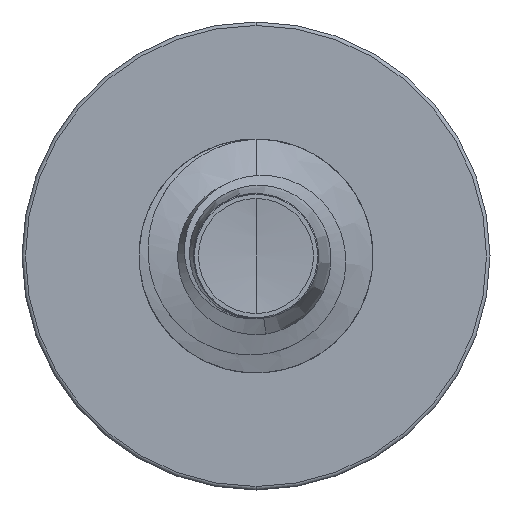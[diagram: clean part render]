
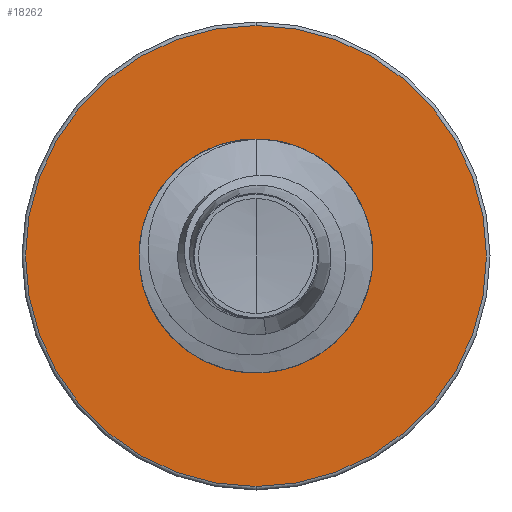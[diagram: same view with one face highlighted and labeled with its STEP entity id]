
A CAD part, front view. The second image highlights one B-rep face of the part: STEP entity #18262.
In plain terms, the highlighted planar face has unit normal (0, -1, 0).
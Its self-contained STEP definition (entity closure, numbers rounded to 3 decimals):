
#1205 = EDGE_CURVE ( 'NONE', #17027, #18299, #17995, .T. ) ;
#1401 = EDGE_LOOP ( 'NONE', ( #13246, #16289 ) ) ;
#1422 = CARTESIAN_POINT ( 'NONE',  ( 0., 15., -5.91 ) ) ;
#2284 = CARTESIAN_POINT ( 'NONE',  ( 0., 15., -2.842 ) ) ;
#2505 = DIRECTION ( 'NONE',  ( 0., 0., 1. ) ) ;
#2566 = DIRECTION ( 'NONE',  ( 0., 1., 0. ) ) ;
#2575 = CARTESIAN_POINT ( 'NONE',  ( 0., 15., 0. ) ) ;
#2699 = CIRCLE ( 'NONE', #11613, 2.842 ) ;
#3615 = DIRECTION ( 'NONE',  ( 0., 1., 0. ) ) ;
#4268 = ORIENTED_EDGE ( 'NONE', *, *, #5430, .T. ) ;
#5430 = EDGE_CURVE ( 'NONE', #6029, #15467, #2699, .T. ) ;
#6029 = VERTEX_POINT ( 'NONE', #18116 ) ;
#7043 = CARTESIAN_POINT ( 'NONE',  ( 0., 15., 0. ) ) ;
#7510 = EDGE_LOOP ( 'NONE', ( #4268, #9581 ) ) ;
#8638 = DIRECTION ( 'NONE',  ( 0., 0., 1. ) ) ;
#9042 = AXIS2_PLACEMENT_3D ( 'NONE', #12794, #3615, #15323 ) ;
#9398 = FACE_OUTER_BOUND ( 'NONE', #1401, .T. ) ;
#9525 = CARTESIAN_POINT ( 'NONE',  ( 0., 15., 0. ) ) ;
#9581 = ORIENTED_EDGE ( 'NONE', *, *, #16834, .T. ) ;
#9914 = CIRCLE ( 'NONE', #15920, 5.91 ) ;
#10057 = DIRECTION ( 'NONE',  ( 0., 1., 0. ) ) ;
#10750 = AXIS2_PLACEMENT_3D ( 'NONE', #2575, #2566, #2505 ) ;
#11215 = DIRECTION ( 'NONE',  ( 0., 0., 1. ) ) ;
#11613 = AXIS2_PLACEMENT_3D ( 'NONE', #18310, #18305, #18304 ) ;
#12794 = CARTESIAN_POINT ( 'NONE',  ( 0., 15., -2.842 ) ) ;
#13246 = ORIENTED_EDGE ( 'NONE', *, *, #1205, .F. ) ;
#13522 = FACE_BOUND ( 'NONE', #7510, .T. ) ;
#13536 = CIRCLE ( 'NONE', #10750, 2.842 ) ;
#15323 = DIRECTION ( 'NONE',  ( 0., 0., 1. ) ) ;
#15467 = VERTEX_POINT ( 'NONE', #2284 ) ;
#15920 = AXIS2_PLACEMENT_3D ( 'NONE', #9525, #17881, #11215 ) ;
#16211 = CARTESIAN_POINT ( 'NONE',  ( 0., 15., 5.91 ) ) ;
#16289 = ORIENTED_EDGE ( 'NONE', *, *, #18213, .F. ) ;
#16834 = EDGE_CURVE ( 'NONE', #15467, #6029, #13536, .T. ) ;
#17027 = VERTEX_POINT ( 'NONE', #16211 ) ;
#17300 = AXIS2_PLACEMENT_3D ( 'NONE', #7043, #10057, #8638 ) ;
#17881 = DIRECTION ( 'NONE',  ( 0., 1., 0. ) ) ;
#17995 = CIRCLE ( 'NONE', #17300, 5.91 ) ;
#18116 = CARTESIAN_POINT ( 'NONE',  ( 0., 15., 2.842 ) ) ;
#18213 = EDGE_CURVE ( 'NONE', #18299, #17027, #9914, .T. ) ;
#18262 = ADVANCED_FACE ( 'NONE', ( #9398, #13522 ), #18530, .F. ) ;
#18299 = VERTEX_POINT ( 'NONE', #1422 ) ;
#18304 = DIRECTION ( 'NONE',  ( 0., 0., 1. ) ) ;
#18305 = DIRECTION ( 'NONE',  ( 0., 1., 0. ) ) ;
#18310 = CARTESIAN_POINT ( 'NONE',  ( 0., 15., 0. ) ) ;
#18530 = PLANE ( 'NONE',  #9042 ) ;
